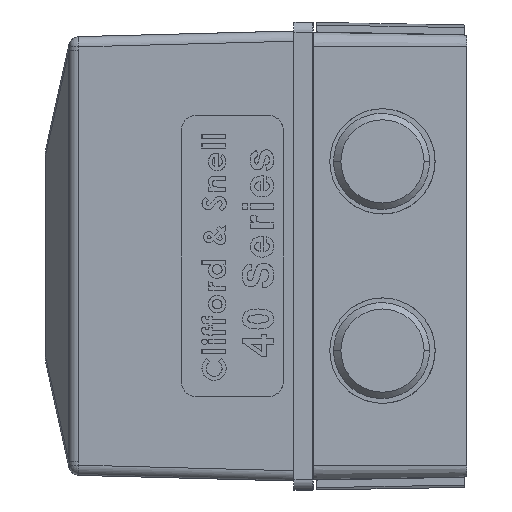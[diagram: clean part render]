
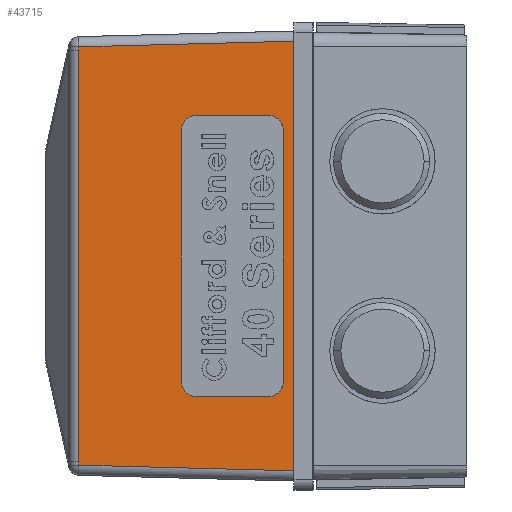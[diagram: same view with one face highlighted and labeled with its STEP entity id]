
A CAD part, left-side view. The second image highlights one B-rep face of the part: STEP entity #43715.
In plain terms, the highlighted planar face has unit normal (-1, 0.026, 0).
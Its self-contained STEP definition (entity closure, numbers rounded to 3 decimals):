
#506 = CARTESIAN_POINT ( 'NONE',  ( -42.889, 42.438, -40.24 ) ) ;
#787 = CARTESIAN_POINT ( 'NONE',  ( -42.89, 42.402, 40.89 ) ) ;
#1504 = DIRECTION ( 'NONE',  ( 0., 0., -1. ) ) ;
#5149 = CARTESIAN_POINT ( 'NONE',  ( -42.889, 42.438, 40.455 ) ) ;
#5282 = EDGE_CURVE ( 'NONE', #34587, #20659, #43507, .T. ) ;
#5915 = EDGE_CURVE ( 'NONE', #17411, #34587, #8322, .T. ) ;
#7608 = CARTESIAN_POINT ( 'NONE',  ( -42.89, 42.402, 40.89 ) ) ;
#7611 = CARTESIAN_POINT ( 'NONE',  ( -44., 0., 44. ) ) ;
#8322 = LINE ( 'NONE', #25690, #45551 ) ;
#8499 = CARTESIAN_POINT ( 'NONE',  ( -42.89, 42.402, -40.89 ) ) ;
#8686 = AXIS2_PLACEMENT_3D ( 'NONE', #7611, #21744, #35390 ) ;
#9021 = VECTOR ( 'NONE', #1504, 1000. ) ;
#10672 = DIRECTION ( 'NONE',  ( 0., 0., -1. ) ) ;
#11284 = PLANE ( 'NONE',  #8686 ) ;
#11299 = CARTESIAN_POINT ( 'NONE',  ( -42.889, 42.426, -40.672 ) ) ;
#11880 = VERTEX_POINT ( 'NONE', #36467 ) ;
#11912 = CARTESIAN_POINT ( 'NONE',  ( -42.889, 42.438, -40.24 ) ) ;
#13281 = EDGE_CURVE ( 'NONE', #11880, #28424, #13508, .T. ) ;
#13508 = LINE ( 'NONE', #17933, #45374 ) ;
#14191 = CARTESIAN_POINT ( 'NONE',  ( -44.016, -0.6, 44. ) ) ;
#14382 = EDGE_CURVE ( 'NONE', #28424, #17411, #20265, .T. ) ;
#14552 = CARTESIAN_POINT ( 'NONE',  ( -42.889, 42.438, -40.455 ) ) ;
#14578 = LINE ( 'NONE', #39790, #40141 ) ;
#17411 = VERTEX_POINT ( 'NONE', #25531 ) ;
#17933 = CARTESIAN_POINT ( 'NONE',  ( -44.001, -0.052, 42.002 ) ) ;
#19141 = ORIENTED_EDGE ( 'NONE', *, *, #13281, .T. ) ;
#20265 =( BOUNDED_CURVE ( )  B_SPLINE_CURVE ( 3, ( #787, #36329, #5149, #43764 ),
 .UNSPECIFIED., .F., .F. ) 
 B_SPLINE_CURVE_WITH_KNOTS ( ( 4, 4 ),
 ( 1.76, 1.914 ),
 .UNSPECIFIED. ) 
 CURVE ( )  GEOMETRIC_REPRESENTATION_ITEM ( )  RATIONAL_B_SPLINE_CURVE ( ( 1., 0.998, 0.998, 1. ) ) 
 REPRESENTATION_ITEM ( '' )  );
#20659 = VERTEX_POINT ( 'NONE', #8499 ) ;
#21744 = DIRECTION ( 'NONE',  ( -1., 0.026, 0. ) ) ;
#24548 = EDGE_CURVE ( 'NONE', #11880, #37196, #31787, .T. ) ;
#24627 = CARTESIAN_POINT ( 'NONE',  ( -44.016, -0.6, -42.016 ) ) ;
#25531 = CARTESIAN_POINT ( 'NONE',  ( -42.889, 42.438, 40.24 ) ) ;
#25690 = CARTESIAN_POINT ( 'NONE',  ( -42.889, 42.438, 44. ) ) ;
#27606 = DIRECTION ( 'NONE',  ( 0.026, 0.999, -0.026 ) ) ;
#27913 = ORIENTED_EDGE ( 'NONE', *, *, #5915, .T. ) ;
#28424 = VERTEX_POINT ( 'NONE', #7608 ) ;
#28688 = CARTESIAN_POINT ( 'NONE',  ( -42.89, 42.402, -40.89 ) ) ;
#28922 = DIRECTION ( 'NONE',  ( -0.026, -0.999, -0.026 ) ) ;
#31221 = ORIENTED_EDGE ( 'NONE', *, *, #5282, .T. ) ;
#31474 = EDGE_CURVE ( 'NONE', #20659, #37196, #14578, .T. ) ;
#31787 = LINE ( 'NONE', #14191, #9021 ) ;
#34587 = VERTEX_POINT ( 'NONE', #11912 ) ;
#35045 = ORIENTED_EDGE ( 'NONE', *, *, #24548, .F. ) ;
#35390 = DIRECTION ( 'NONE',  ( -0.026, -1., 0. ) ) ;
#36114 = ORIENTED_EDGE ( 'NONE', *, *, #14382, .T. ) ;
#36329 = CARTESIAN_POINT ( 'NONE',  ( -42.889, 42.426, 40.672 ) ) ;
#36467 = CARTESIAN_POINT ( 'NONE',  ( -44.016, -0.6, 42.016 ) ) ;
#37196 = VERTEX_POINT ( 'NONE', #24627 ) ;
#39790 = CARTESIAN_POINT ( 'NONE',  ( -43.941, 2.249, -41.942 ) ) ;
#40141 = VECTOR ( 'NONE', #28922, 1000. ) ;
#40507 = EDGE_LOOP ( 'NONE', ( #19141, #36114, #27913, #31221, #44006, #35045 ) ) ;
#43225 = FACE_OUTER_BOUND ( 'NONE', #40507, .T. ) ;
#43507 =( BOUNDED_CURVE ( )  B_SPLINE_CURVE ( 3, ( #506, #14552, #11299, #28688 ),
 .UNSPECIFIED., .F., .F. ) 
 B_SPLINE_CURVE_WITH_KNOTS ( ( 4, 4 ),
 ( 4.37, 4.523 ),
 .UNSPECIFIED. ) 
 CURVE ( )  GEOMETRIC_REPRESENTATION_ITEM ( )  RATIONAL_B_SPLINE_CURVE ( ( 1., 0.998, 0.998, 1. ) ) 
 REPRESENTATION_ITEM ( '' )  );
#43715 = ADVANCED_FACE ( 'NONE', ( #43225 ), #11284, .T. ) ;
#43764 = CARTESIAN_POINT ( 'NONE',  ( -42.889, 42.438, 40.24 ) ) ;
#44006 = ORIENTED_EDGE ( 'NONE', *, *, #31474, .T. ) ;
#45374 = VECTOR ( 'NONE', #27606, 1000. ) ;
#45551 = VECTOR ( 'NONE', #10672, 1000. ) ;
